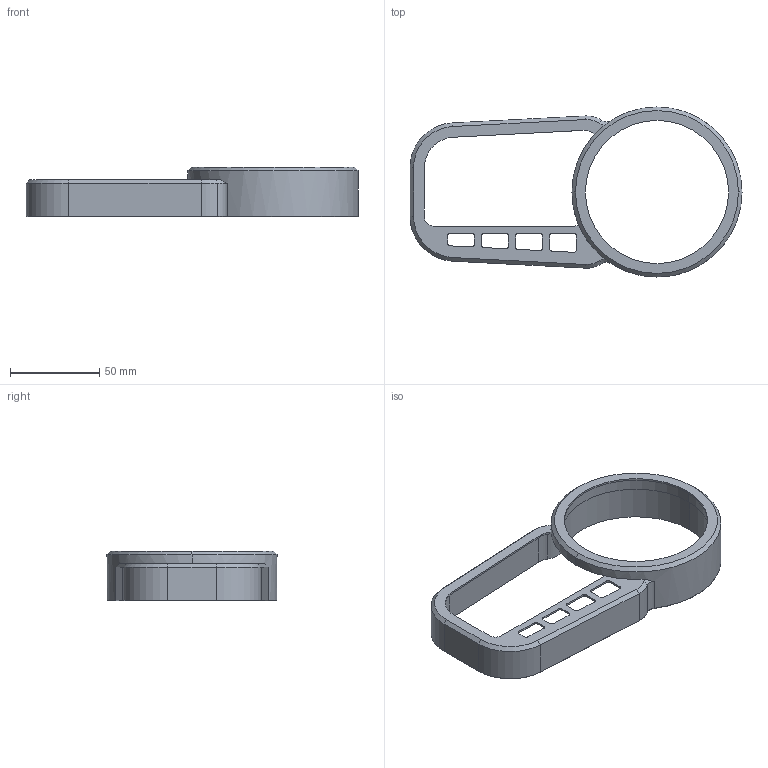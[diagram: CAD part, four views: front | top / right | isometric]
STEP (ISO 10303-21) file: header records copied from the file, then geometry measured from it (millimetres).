
FILE_DESCRIPTION(('CATIA V5 STEP Exchange'),'2;1');
FILE_NAME('Oberteil_prototyp01_20111220.stp','2011-12-20T10:19:25+00:00',('none'),('none'),'CATIA Version 5 Release 21 SP 1 (IN-10)','CATIA V5 STEP AP203','none');
FILE_SCHEMA(('CONFIG_CONTROL_DESIGN'));
Length unit declared in the file: millimetre
Products named in the file (1): Gehaeuse Oberseite
Bounding box: 185.5 x 95 x 27.8 mm (x, y, z)
Volume: 62011.4 mm3; surface area: 33058 mm2
Topology: 1 solids, 1 shells, 136 faces, 354 edges, 211 vertices
Faces by surface type: cylinder 63, plane 37, cone 36
Entity records: 3807 total; most frequent: CARTESIAN_POINT 673, ORIENTED_EDGE 668, DIRECTION 542, EDGE_CURVE 334, AXIS2_PLACEMENT_3D 252, VERTEX_POINT 211, VECTOR 186, LINE 186
